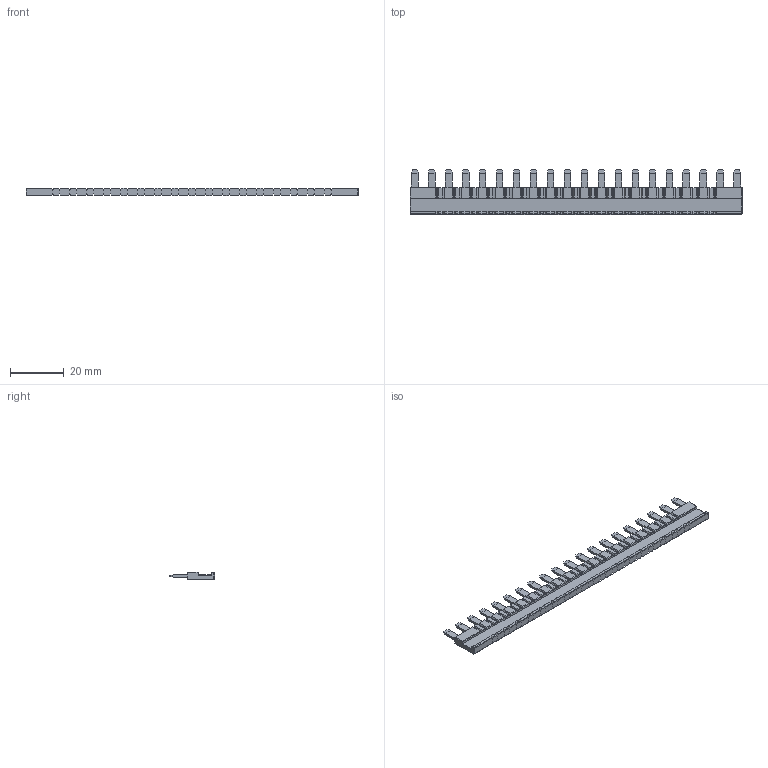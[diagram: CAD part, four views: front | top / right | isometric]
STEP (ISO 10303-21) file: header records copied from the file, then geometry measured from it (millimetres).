
FILE_DESCRIPTION(/* description */ (''),/* implementation_level */ '2;1');
FILE_NAME(/* name */ '41F-J1.stp',/* time_stamp */ '2018-12-27T11:46:27+08:00',/* author */ (''),/* organization */ (''),/* preprocessor_version */ 'ST-DEVELOPER v15',/* originating_system */ 'SIEMENS PLM Software NX 8.5',/* authorisation */ '');
FILE_SCHEMA (('CONFIG_CONTROL_DESIGN'));
Length unit declared in the file: millimetre
Products named in the file (2): Jumper2; Jumper part 3_dwg
Assembly tree (1 placements, depth 2):
  Jumper part 3_dwg
    Jumper2
Bounding box: 123.2 x 16.7 x 2.8 mm (x, y, z)
Volume: 3209.7 mm3; surface area: 5601.5 mm2
Topology: 2 solids, 2 shells, 674 faces, 1990 edges, 1312 vertices
Faces by surface type: plane 478, cylinder 188, sphere 8
Entity records: 22467 total; most frequent: CARTESIAN_POINT 3970, ORIENTED_EDGE 3964, DIRECTION 3706, EDGE_CURVE 1982, LINE 1610, VECTOR 1610, VERTEX_POINT 1312, AXIS2_PLACEMENT_3D 1048
